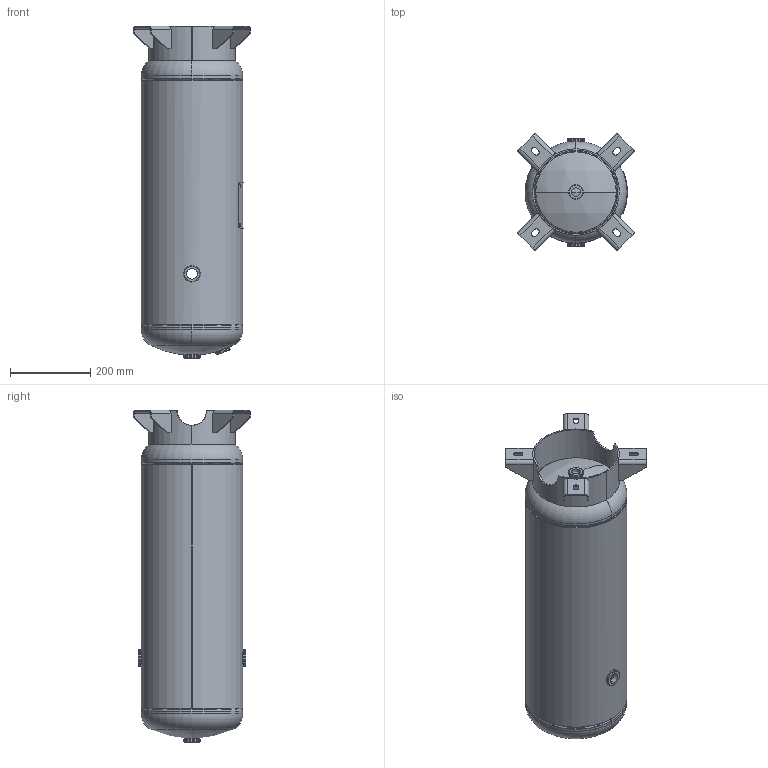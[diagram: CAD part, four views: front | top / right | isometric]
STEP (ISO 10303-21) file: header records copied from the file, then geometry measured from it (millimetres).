
FILE_DESCRIPTION (( 'STEP AP214' ), '1' );
FILE_NAME ('302400.STEP', '2025-03-18T21:46:49', ( '' ), ( '' ), 'SwSTEP 2.0', 'SolidWorks 2022', '' );
FILE_SCHEMA (( 'AUTOMOTIVE_DESIGN' ));
Length unit declared in the file: inch
Products named in the file (10): A88012.2; PHOENIX FLAT FLANGE_0250P391; A88013.2; 302400; 302400-SL; HEAD_10X094JOG; PHOENIX FLAT FLANGE_0500P393; PHOENIX FLAT FLANGE_0750; A55179; NP-VER_10
Assembly tree (15 placements, depth 3):
  302400
    302400-SL
    HEAD_10X094JOG  x2
    PHOENIX FLAT FLANGE_0750  x3
    PHOENIX FLAT FLANGE_0500P393
    PHOENIX FLAT FLANGE_0250P391
    A88013.2
      A88012.2
      A55179  x4
    NP-VER_10
Bounding box: 294.17 x 294.17 x 829.56 mm (x, y, z)
Volume: 1925650 mm3; surface area: 1528466.1 mm2
Topology: 14 solids, 14 shells, 328 faces, 712 edges, 424 vertices
Faces by surface type: plane 128, cylinder 90, torus 84, bspline 18, sphere 8
Full cylindrical faces by diameter (mm): 249.072 x1, 254 x1
Entity records: 8891 total; most frequent: CARTESIAN_POINT 4666, DIRECTION 839, ORIENTED_EDGE 738, EDGE_CURVE 369, AXIS2_PLACEMENT_3D 365, VERTEX_POINT 224, CIRCLE 196, EDGE_LOOP 195
